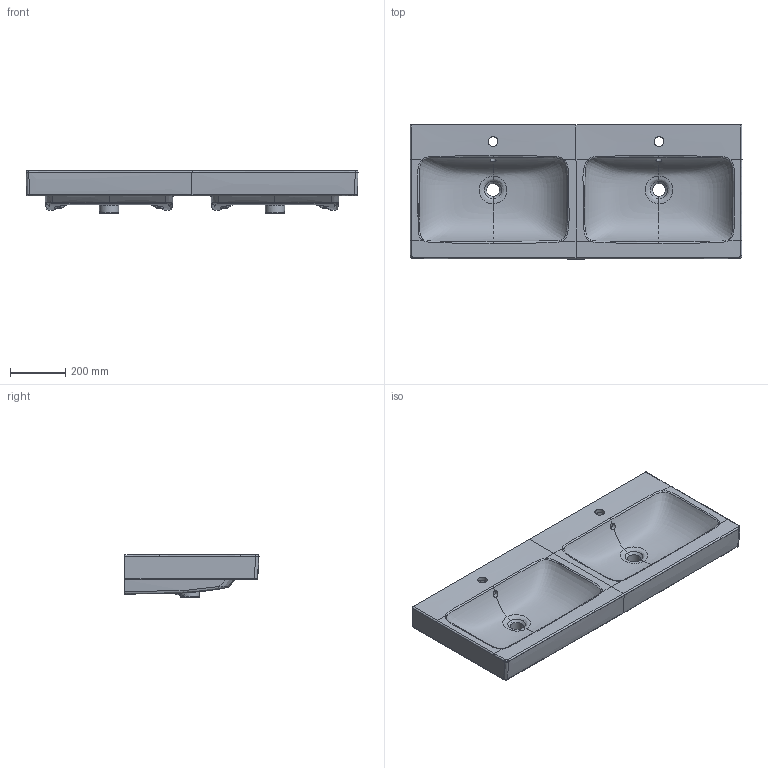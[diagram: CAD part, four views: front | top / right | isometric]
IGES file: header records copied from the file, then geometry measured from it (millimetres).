
Global section: file name: 124120600; native system: Autodesk Inventor 2018; preprocessor: unknown; author: JANAN; date: 20210106.145716; units: millimetre
Bounding box: 1200.91 x 484.89 x 155.42 mm (x, y, z)
Volume: 30100420.1 mm3; surface area: 1879796.9 mm2
Topology: 1 solids, 1 shells, 457 faces, 1087 edges, 638 vertices
Faces by surface type: bspline 457
